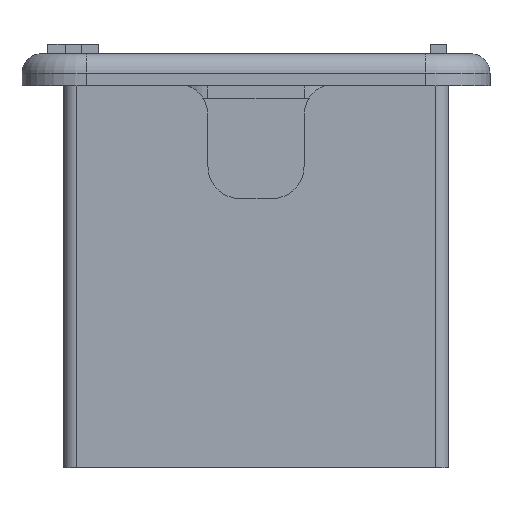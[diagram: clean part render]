
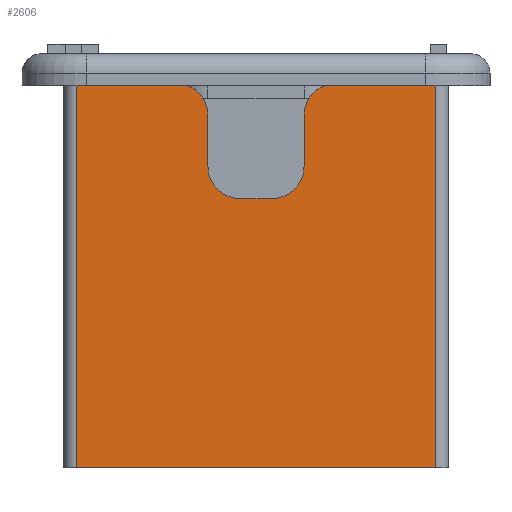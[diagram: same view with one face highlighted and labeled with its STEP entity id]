
A CAD part, left-side view. The second image highlights one B-rep face of the part: STEP entity #2606.
In plain terms, the highlighted planar face has unit normal (-1, 0, 0).
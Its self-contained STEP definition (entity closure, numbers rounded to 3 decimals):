
#11 = EDGE_CURVE ( 'NONE', #2915, #1930, #1030, .T. ) ;
#105 = DIRECTION ( 'NONE',  ( -1., 0., 0. ) ) ;
#106 = DIRECTION ( 'NONE',  ( 0., -1., 0. ) ) ;
#218 = EDGE_CURVE ( 'NONE', #5383, #5515, #520, .T. ) ;
#374 = VECTOR ( 'NONE', #3706, 1000. ) ;
#401 = AXIS2_PLACEMENT_3D ( 'NONE', #1363, #1814, #3496 ) ;
#405 = ORIENTED_EDGE ( 'NONE', *, *, #465, .F. ) ;
#416 = VERTEX_POINT ( 'NONE', #1437 ) ;
#443 = AXIS2_PLACEMENT_3D ( 'NONE', #5553, #828, #1624 ) ;
#461 = VERTEX_POINT ( 'NONE', #3627 ) ;
#465 = EDGE_CURVE ( 'NONE', #4435, #2056, #4135, .T. ) ;
#504 = CARTESIAN_POINT ( 'NONE',  ( -109.339, 34.639, 30. ) ) ;
#516 = CARTESIAN_POINT ( 'NONE',  ( -109.339, -2.861, 17. ) ) ;
#517 = CARTESIAN_POINT ( 'NONE',  ( -109.339, 34.639, -30. ) ) ;
#520 = LINE ( 'NONE', #4347, #4754 ) ;
#580 = EDGE_LOOP ( 'NONE', ( #5673, #1407, #4898, #2113, #3292, #3890, #405, #2937, #977, #4703, #2087, #4040 ) ) ;
#821 = EDGE_CURVE ( 'NONE', #3370, #416, #4601, .T. ) ;
#828 = DIRECTION ( 'NONE',  ( -1., 0., 0. ) ) ;
#977 = ORIENTED_EDGE ( 'NONE', *, *, #1620, .F. ) ;
#984 = DIRECTION ( 'NONE',  ( 0., -1., 0. ) ) ;
#985 = CARTESIAN_POINT ( 'NONE',  ( -109.339, -23.361, 30. ) ) ;
#1030 = LINE ( 'NONE', #1991, #2109 ) ;
#1071 = LINE ( 'NONE', #2924, #3787 ) ;
#1327 = VERTEX_POINT ( 'NONE', #4337 ) ;
#1361 = VERTEX_POINT ( 'NONE', #4275 ) ;
#1363 = CARTESIAN_POINT ( 'NONE',  ( -109.339, 7.139, 17. ) ) ;
#1368 = PLANE ( 'NONE',  #3611 ) ;
#1389 = CARTESIAN_POINT ( 'NONE',  ( -109.339, -2.861, 25. ) ) ;
#1407 = ORIENTED_EDGE ( 'NONE', *, *, #2069, .T. ) ;
#1433 = DIRECTION ( 'NONE',  ( 0., 0., -1. ) ) ;
#1437 = CARTESIAN_POINT ( 'NONE',  ( -109.339, 32.639, -30. ) ) ;
#1495 = CIRCLE ( 'NONE', #4684, 5. ) ;
#1496 = CIRCLE ( 'NONE', #401, 5. ) ;
#1543 = LINE ( 'NONE', #4611, #3495 ) ;
#1620 = EDGE_CURVE ( 'NONE', #3370, #1327, #1071, .T. ) ;
#1624 = DIRECTION ( 'NONE',  ( 0., 0., -1. ) ) ;
#1722 = CIRCLE ( 'NONE', #443, 5. ) ;
#1777 = VECTOR ( 'NONE', #106, 1000. ) ;
#1814 = DIRECTION ( 'NONE',  ( 1., 0., 0. ) ) ;
#1895 = CARTESIAN_POINT ( 'NONE',  ( -109.339, 12.139, 12. ) ) ;
#1930 = VERTEX_POINT ( 'NONE', #1389 ) ;
#1991 = CARTESIAN_POINT ( 'NONE',  ( -109.339, -2.861, 12. ) ) ;
#2056 = VERTEX_POINT ( 'NONE', #3035 ) ;
#2069 = EDGE_CURVE ( 'NONE', #461, #1930, #1722, .T. ) ;
#2087 = ORIENTED_EDGE ( 'NONE', *, *, #4769, .T. ) ;
#2109 = VECTOR ( 'NONE', #4519, 1000. ) ;
#2113 = ORIENTED_EDGE ( 'NONE', *, *, #5652, .T. ) ;
#2174 = DIRECTION ( 'NONE',  ( 0., 0., 1. ) ) ;
#2378 = DIRECTION ( 'NONE',  ( 1., 0., 0. ) ) ;
#2606 = ADVANCED_FACE ( 'NONE', ( #4421 ), #1368, .F. ) ;
#2620 = DIRECTION ( 'NONE',  ( 0., 0., -1. ) ) ;
#2789 = DIRECTION ( 'NONE',  ( 0., -1., 0. ) ) ;
#2825 = CARTESIAN_POINT ( 'NONE',  ( -109.339, 12.139, 12. ) ) ;
#2915 = VERTEX_POINT ( 'NONE', #516 ) ;
#2924 = CARTESIAN_POINT ( 'NONE',  ( -109.339, 34.639, 30. ) ) ;
#2937 = ORIENTED_EDGE ( 'NONE', *, *, #2993, .T. ) ;
#2993 = EDGE_CURVE ( 'NONE', #4435, #1327, #3783, .T. ) ;
#3035 = CARTESIAN_POINT ( 'NONE',  ( -109.339, 12.139, 17. ) ) ;
#3043 = CARTESIAN_POINT ( 'NONE',  ( -109.339, 7.139, 12. ) ) ;
#3109 = CARTESIAN_POINT ( 'NONE',  ( -109.339, 12.139, 25. ) ) ;
#3274 = DIRECTION ( 'NONE',  ( 0., -1., 0. ) ) ;
#3292 = ORIENTED_EDGE ( 'NONE', *, *, #3824, .F. ) ;
#3370 = VERTEX_POINT ( 'NONE', #4075 ) ;
#3495 = VECTOR ( 'NONE', #2789, 1000. ) ;
#3496 = DIRECTION ( 'NONE',  ( 0., 0., -1. ) ) ;
#3549 = EDGE_CURVE ( 'NONE', #461, #5515, #1543, .T. ) ;
#3611 = AXIS2_PLACEMENT_3D ( 'NONE', #504, #4759, #2620 ) ;
#3627 = CARTESIAN_POINT ( 'NONE',  ( -109.339, -7.861, 30. ) ) ;
#3635 = VERTEX_POINT ( 'NONE', #3043 ) ;
#3706 = DIRECTION ( 'NONE',  ( 0., 0., -1. ) ) ;
#3783 = CIRCLE ( 'NONE', #5443, 5. ) ;
#3787 = VECTOR ( 'NONE', #3274, 1000. ) ;
#3824 = EDGE_CURVE ( 'NONE', #3635, #1361, #4907, .T. ) ;
#3890 = ORIENTED_EDGE ( 'NONE', *, *, #4526, .T. ) ;
#4040 = ORIENTED_EDGE ( 'NONE', *, *, #218, .T. ) ;
#4075 = CARTESIAN_POINT ( 'NONE',  ( -109.339, 32.639, 30. ) ) ;
#4135 = LINE ( 'NONE', #2825, #374 ) ;
#4254 = DIRECTION ( 'NONE',  ( 0., 0., -1. ) ) ;
#4275 = CARTESIAN_POINT ( 'NONE',  ( -109.339, 2.139, 12. ) ) ;
#4337 = CARTESIAN_POINT ( 'NONE',  ( -109.339, 17.139, 30. ) ) ;
#4347 = CARTESIAN_POINT ( 'NONE',  ( -109.339, -23.361, 30. ) ) ;
#4403 = LINE ( 'NONE', #517, #1777 ) ;
#4421 = FACE_OUTER_BOUND ( 'NONE', #580, .T. ) ;
#4435 = VERTEX_POINT ( 'NONE', #3109 ) ;
#4457 = CARTESIAN_POINT ( 'NONE',  ( -109.339, 17.139, 25. ) ) ;
#4471 = VECTOR ( 'NONE', #984, 1000. ) ;
#4519 = DIRECTION ( 'NONE',  ( 0., 0., 1. ) ) ;
#4526 = EDGE_CURVE ( 'NONE', #3635, #2056, #1496, .T. ) ;
#4601 = LINE ( 'NONE', #4650, #4871 ) ;
#4611 = CARTESIAN_POINT ( 'NONE',  ( -109.339, 34.639, 30. ) ) ;
#4650 = CARTESIAN_POINT ( 'NONE',  ( -109.339, 32.639, 30. ) ) ;
#4684 = AXIS2_PLACEMENT_3D ( 'NONE', #4933, #2378, #5030 ) ;
#4703 = ORIENTED_EDGE ( 'NONE', *, *, #821, .T. ) ;
#4754 = VECTOR ( 'NONE', #2174, 1000. ) ;
#4759 = DIRECTION ( 'NONE',  ( 1., 0., 0. ) ) ;
#4769 = EDGE_CURVE ( 'NONE', #416, #5383, #4403, .T. ) ;
#4871 = VECTOR ( 'NONE', #4254, 1000. ) ;
#4898 = ORIENTED_EDGE ( 'NONE', *, *, #11, .F. ) ;
#4907 = LINE ( 'NONE', #1895, #4471 ) ;
#4933 = CARTESIAN_POINT ( 'NONE',  ( -109.339, 2.139, 17. ) ) ;
#5030 = DIRECTION ( 'NONE',  ( 0., 0., -1. ) ) ;
#5098 = CARTESIAN_POINT ( 'NONE',  ( -109.339, -23.361, -30. ) ) ;
#5383 = VERTEX_POINT ( 'NONE', #5098 ) ;
#5443 = AXIS2_PLACEMENT_3D ( 'NONE', #4457, #105, #1433 ) ;
#5515 = VERTEX_POINT ( 'NONE', #985 ) ;
#5553 = CARTESIAN_POINT ( 'NONE',  ( -109.339, -7.861, 25. ) ) ;
#5652 = EDGE_CURVE ( 'NONE', #2915, #1361, #1495, .T. ) ;
#5673 = ORIENTED_EDGE ( 'NONE', *, *, #3549, .F. ) ;
